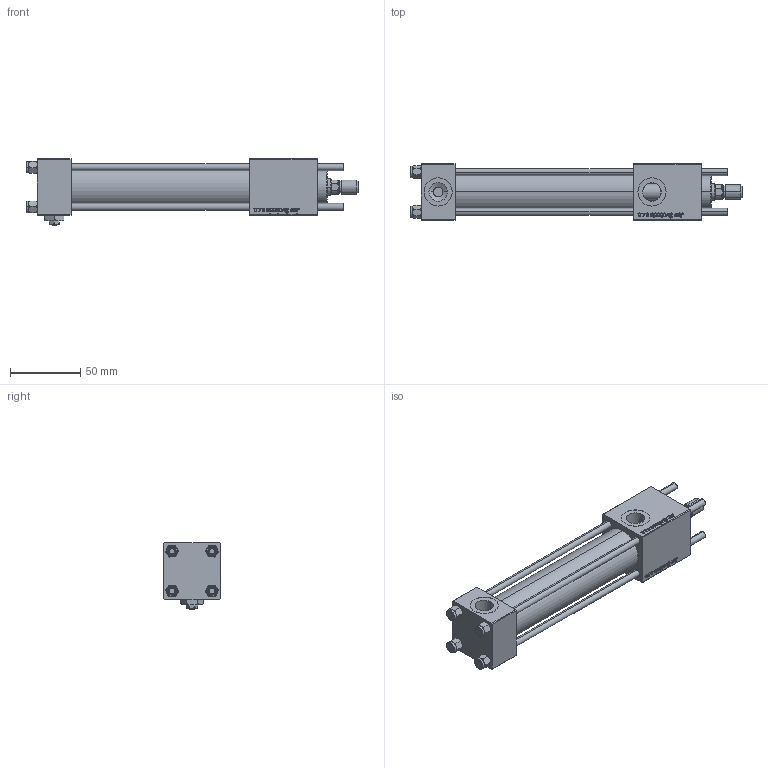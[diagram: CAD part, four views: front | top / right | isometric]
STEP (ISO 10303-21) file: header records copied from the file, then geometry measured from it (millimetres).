
FILE_DESCRIPTION (( 'STEP AP203' ), '1' );
FILE_NAME ('0d5d.STEP', '2023-10-24T14:06:57', ( '' ), ( '' ), 'SwSTEP 2.0', 'SolidWorks 2019', '' );
FILE_SCHEMA (( 'CONFIG_CONTROL_DESIGN' ));
Length unit declared in the file: millimetre
Products named in the file (8): V215CR_B-1 9682a8519b55a6eb50b9fdff91355868; ROD_END_AH 9682a8519b55a6eb50b9fdff91355868; V215CR_B_TYCINKA 9682a8519b55a6eb50b9fdff91355868; Zatka_pro_OIL_PORT 9682a8519b55a6eb50b9fdff91355868; V215CR_VCP_B 9682a8519b55a6eb50b9fdff91355868; NUT_M5_B 9682a8519b55a6eb50b9fdff91355868; 0d5d; V215_VC_A 9682a8519b55a6eb50b9fdff91355868
Assembly tree (13 placements, depth 2):
  0d5d
    V215CR_B-1 9682a8519b55a6eb50b9fdff91355868
    V215CR_VCP_B 9682a8519b55a6eb50b9fdff91355868
    NUT_M5_B 9682a8519b55a6eb50b9fdff91355868  x4
    V215CR_B_TYCINKA 9682a8519b55a6eb50b9fdff91355868  x4
    V215_VC_A 9682a8519b55a6eb50b9fdff91355868
    ROD_END_AH 9682a8519b55a6eb50b9fdff91355868
    Zatka_pro_OIL_PORT 9682a8519b55a6eb50b9fdff91355868
Bounding box: 236 x 40 x 47 mm (x, y, z)
Volume: 181604.5 mm3; surface area: 82370.8 mm2
Topology: 13 solids, 13 shells, 1222 faces, 3076 edges, 1987 vertices
Faces by surface type: bspline 504, plane 456, cone 162, cylinder 90, torus 10
Entity records: 58938 total; most frequent: CARTESIAN_POINT 34612, ORIENTED_EDGE 5644, DIRECTION 3192, EDGE_CURVE 2822, VERTEX_POINT 1843, VECTOR 1490, LINE 1490, EDGE_LOOP 1231
